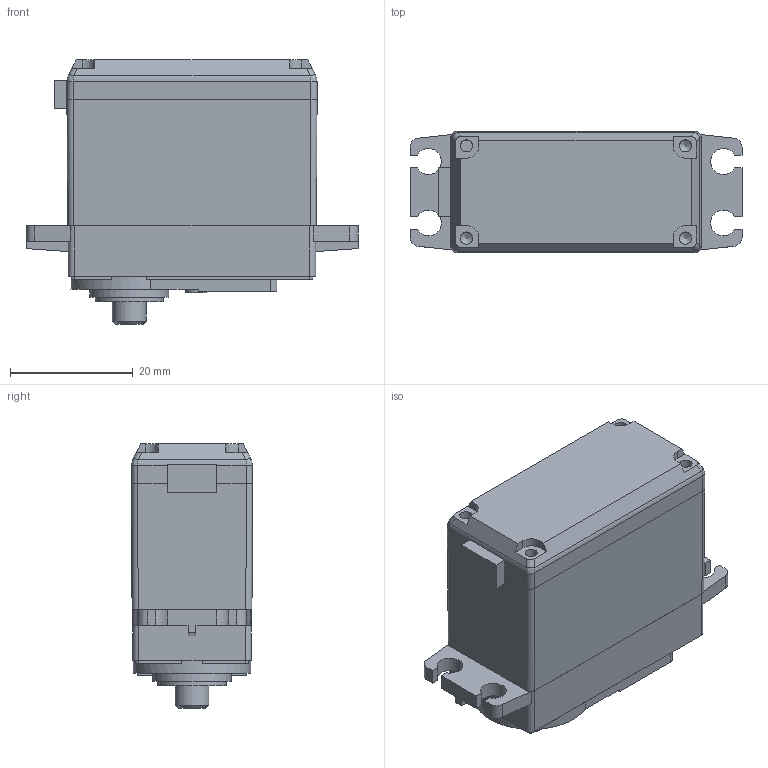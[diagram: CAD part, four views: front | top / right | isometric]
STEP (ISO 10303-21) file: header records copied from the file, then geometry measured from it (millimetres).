
FILE_DESCRIPTION(/* description */ (''),/* implementation_level */ '2;1');
FILE_NAME(/* name */ 'MG946R.stp',/* time_stamp */ '2019-10-14T20:32:32+09:00',/* author */ ('TA'),/* organization */ (''),/* preprocessor_version */ 'ST-DEVELOPER v17.2',/* originating_system */ 'Autodesk Inventor 2019',/* authorisation */ '');
FILE_SCHEMA (('AUTOMOTIVE_DESIGN { 1 0 10303 214 3 1 1 }'));
Length unit declared in the file: millimetre
Products named in the file (1): MG946R
Bounding box: 54 x 19.7 x 43 mm (x, y, z)
Volume: 29383.7 mm3; surface area: 7448.3 mm2
Topology: 2 solids, 2 shells, 152 faces, 411 edges, 266 vertices
Faces by surface type: plane 95, cylinder 48, cone 5, bspline 4
Full cylindrical faces by diameter (mm): 2 x4, 2.459 x1, 5.5 x1, 11.1 x1, 12.85 x1
Entity records: 4897 total; most frequent: CARTESIAN_POINT 938, DIRECTION 823, ORIENTED_EDGE 814, EDGE_CURVE 407, LINE 287, VECTOR 287, AXIS2_PLACEMENT_3D 268, VERTEX_POINT 266
